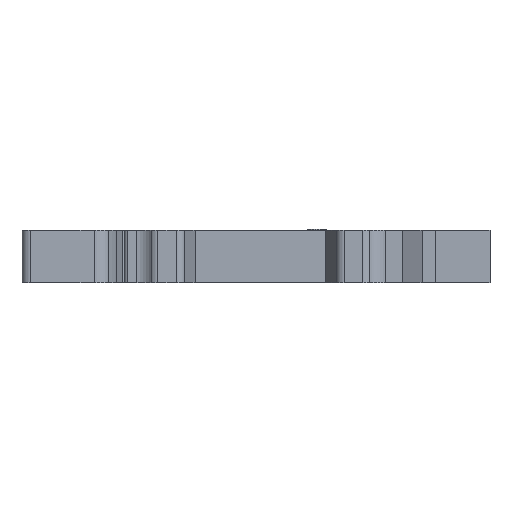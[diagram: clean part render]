
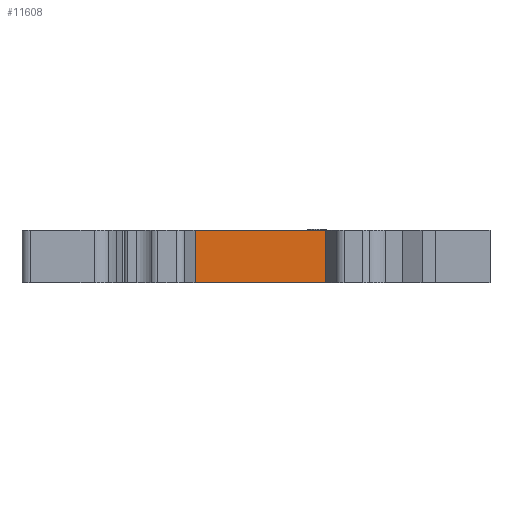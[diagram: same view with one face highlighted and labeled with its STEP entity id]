
A CAD part, front view. The second image highlights one B-rep face of the part: STEP entity #11608.
In plain terms, the highlighted planar face has unit normal (0, -1, 0).
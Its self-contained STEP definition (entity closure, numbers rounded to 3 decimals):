
#318 = ORIENTED_EDGE ( 'NONE', *, *, #9085, .T. ) ;
#359 = VERTEX_POINT ( 'NONE', #20366 ) ;
#646 = VERTEX_POINT ( 'NONE', #9516 ) ;
#919 = CARTESIAN_POINT ( 'NONE',  ( 17.889, -12.544, -1.268 ) ) ;
#2685 = DIRECTION ( 'NONE',  ( 0., 0., -1. ) ) ;
#3783 = VECTOR ( 'NONE', #2685, 1000. ) ;
#3832 = VECTOR ( 'NONE', #12717, 1000. ) ;
#3909 = LINE ( 'NONE', #12973, #3832 ) ;
#4391 = FACE_OUTER_BOUND ( 'NONE', #18056, .T. ) ;
#4960 = EDGE_CURVE ( 'NONE', #7012, #17199, #3909, .T. ) ;
#5386 = ORIENTED_EDGE ( 'NONE', *, *, #12529, .F. ) ;
#7012 = VERTEX_POINT ( 'NONE', #919 ) ;
#7631 = DIRECTION ( 'NONE',  ( 0., -1., 0. ) ) ;
#8858 = VECTOR ( 'NONE', #15114, 1000. ) ;
#9085 = EDGE_CURVE ( 'NONE', #17199, #646, #14001, .T. ) ;
#9242 = EDGE_CURVE ( 'NONE', #646, #359, #17570, .T. ) ;
#9516 = CARTESIAN_POINT ( 'NONE',  ( 2.969, -12.544, -7.268 ) ) ;
#9639 = VECTOR ( 'NONE', #21138, 1000. ) ;
#11500 = CARTESIAN_POINT ( 'NONE',  ( 2.969, -12.544, -1.268 ) ) ;
#11608 = ADVANCED_FACE ( 'NONE', ( #4391 ), #15749, .T. ) ;
#12529 = EDGE_CURVE ( 'NONE', #7012, #359, #20885, .T. ) ;
#12717 = DIRECTION ( 'NONE',  ( -1., 0., 0. ) ) ;
#12861 = ORIENTED_EDGE ( 'NONE', *, *, #4960, .T. ) ;
#12973 = CARTESIAN_POINT ( 'NONE',  ( 17.889, -12.544, -1.268 ) ) ;
#13400 = CARTESIAN_POINT ( 'NONE',  ( 17.889, -12.544, -7.268 ) ) ;
#13759 = ORIENTED_EDGE ( 'NONE', *, *, #9242, .T. ) ;
#14001 = LINE ( 'NONE', #14577, #9639 ) ;
#14357 = CARTESIAN_POINT ( 'NONE',  ( 17.889, -12.544, -7.268 ) ) ;
#14577 = CARTESIAN_POINT ( 'NONE',  ( 2.969, -12.544, -7.268 ) ) ;
#14958 = AXIS2_PLACEMENT_3D ( 'NONE', #17432, #7631, #19105 ) ;
#15114 = DIRECTION ( 'NONE',  ( 1., 0., 0. ) ) ;
#15749 = PLANE ( 'NONE',  #14958 ) ;
#17199 = VERTEX_POINT ( 'NONE', #11500 ) ;
#17432 = CARTESIAN_POINT ( 'NONE',  ( 17.889, -12.544, -7.268 ) ) ;
#17570 = LINE ( 'NONE', #13400, #8858 ) ;
#18056 = EDGE_LOOP ( 'NONE', ( #13759, #5386, #12861, #318 ) ) ;
#19105 = DIRECTION ( 'NONE',  ( 1., 0., 0. ) ) ;
#20366 = CARTESIAN_POINT ( 'NONE',  ( 17.889, -12.544, -7.268 ) ) ;
#20885 = LINE ( 'NONE', #14357, #3783 ) ;
#21138 = DIRECTION ( 'NONE',  ( 0., 0., -1. ) ) ;
